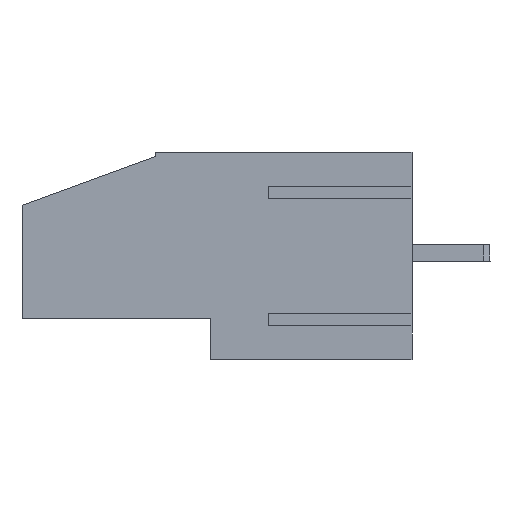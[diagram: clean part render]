
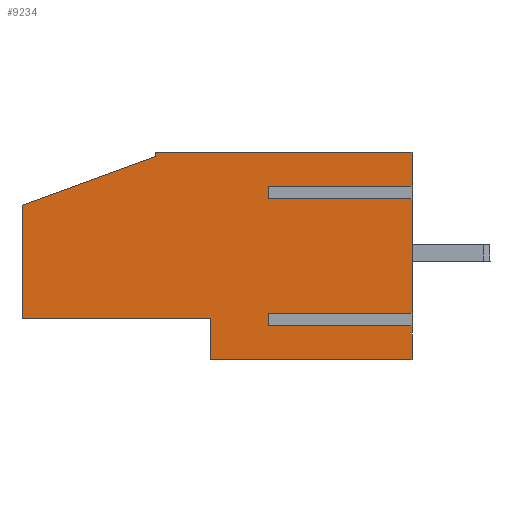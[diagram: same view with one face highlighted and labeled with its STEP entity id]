
A CAD part, left-side view. The second image highlights one B-rep face of the part: STEP entity #9234.
In plain terms, the highlighted planar face has unit normal (-1, 0, 0).
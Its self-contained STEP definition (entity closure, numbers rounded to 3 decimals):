
#36 = VERTEX_POINT ( 'NONE', #5627 ) ;
#135 = ORIENTED_EDGE ( 'NONE', *, *, #295, .F. ) ;
#170 = CARTESIAN_POINT ( 'NONE',  ( -5.08, 0., 3.25 ) ) ;
#173 = DIRECTION ( 'NONE',  ( 1., 0., 0. ) ) ;
#295 = EDGE_CURVE ( 'NONE', #5770, #1613, #810, .T. ) ;
#301 = VERTEX_POINT ( 'NONE', #7418 ) ;
#348 = FACE_OUTER_BOUND ( 'NONE', #409, .T. ) ;
#357 = VERTEX_POINT ( 'NONE', #6801 ) ;
#409 = EDGE_LOOP ( 'NONE', ( #1241, #9003, #7551, #435, #9516, #8713, #4893, #5095, #1544, #5402, #135, #6539, #8001, #7235, #8717, #3257 ) ) ;
#435 = ORIENTED_EDGE ( 'NONE', *, *, #3364, .F. ) ;
#470 = VECTOR ( 'NONE', #2826, 1000. ) ;
#640 = DIRECTION ( 'NONE',  ( 0., 1., 0. ) ) ;
#737 = EDGE_CURVE ( 'NONE', #4579, #2893, #5529, .T. ) ;
#798 = LINE ( 'NONE', #3028, #6445 ) ;
#810 = LINE ( 'NONE', #1506, #8326 ) ;
#855 = CARTESIAN_POINT ( 'NONE',  ( -5.08, 6.8, -2.95 ) ) ;
#1241 = ORIENTED_EDGE ( 'NONE', *, *, #9070, .T. ) ;
#1275 = LINE ( 'NONE', #855, #6918 ) ;
#1295 = DIRECTION ( 'NONE',  ( 0., 0., -1. ) ) ;
#1358 = LINE ( 'NONE', #6831, #7584 ) ;
#1506 = CARTESIAN_POINT ( 'NONE',  ( -5.08, 0., 4.4 ) ) ;
#1544 = ORIENTED_EDGE ( 'NONE', *, *, #1958, .F. ) ;
#1613 = VERTEX_POINT ( 'NONE', #3098 ) ;
#1731 = CARTESIAN_POINT ( 'NONE',  ( -5.08, 9.8, 4.4 ) ) ;
#1743 = LINE ( 'NONE', #5172, #8703 ) ;
#1759 = DIRECTION ( 'NONE',  ( 0., 0., 1. ) ) ;
#1777 = VECTOR ( 'NONE', #1295, 1000. ) ;
#1795 = CARTESIAN_POINT ( 'NONE',  ( -5.08, 0., -5.2 ) ) ;
#1958 = EDGE_CURVE ( 'NONE', #2048, #8059, #7908, .T. ) ;
#1968 = VERTEX_POINT ( 'NONE', #6383 ) ;
#1989 = VECTOR ( 'NONE', #6117, 1000. ) ;
#2048 = VERTEX_POINT ( 'NONE', #2244 ) ;
#2165 = PLANE ( 'NONE',  #8715 ) ;
#2244 = CARTESIAN_POINT ( 'NONE',  ( -5.08, 7., -2.95 ) ) ;
#2272 = DIRECTION ( 'NONE',  ( 0., -1., 0. ) ) ;
#2282 = DIRECTION ( 'NONE',  ( 0., 1., 0. ) ) ;
#2292 = CARTESIAN_POINT ( 'NONE',  ( -5.08, 0., 2.65 ) ) ;
#2600 = CARTESIAN_POINT ( 'NONE',  ( -5.08, 12.5, 4.9 ) ) ;
#2662 = LINE ( 'NONE', #2600, #470 ) ;
#2783 = LINE ( 'NONE', #5776, #8811 ) ;
#2826 = DIRECTION ( 'NONE',  ( 0., 0., -1. ) ) ;
#2862 = VECTOR ( 'NONE', #2282, 1000. ) ;
#2875 = EDGE_CURVE ( 'NONE', #9388, #1968, #4774, .T. ) ;
#2893 = VERTEX_POINT ( 'NONE', #7300 ) ;
#2971 = CARTESIAN_POINT ( 'NONE',  ( -5.08, 6.8, 3.25 ) ) ;
#3028 = CARTESIAN_POINT ( 'NONE',  ( -5.08, 7., 4.4 ) ) ;
#3098 = CARTESIAN_POINT ( 'NONE',  ( -5.08, 0., -2.95 ) ) ;
#3257 = ORIENTED_EDGE ( 'NONE', *, *, #3706, .F. ) ;
#3289 = CARTESIAN_POINT ( 'NONE',  ( -5.08, 6.8, 4.9 ) ) ;
#3331 = VECTOR ( 'NONE', #4066, 1000. ) ;
#3364 = EDGE_CURVE ( 'NONE', #8256, #357, #2783, .T. ) ;
#3369 = CARTESIAN_POINT ( 'NONE',  ( -5.08, 7., -3.55 ) ) ;
#3657 = LINE ( 'NONE', #3289, #3331 ) ;
#3706 = EDGE_CURVE ( 'NONE', #8184, #2893, #3657, .T. ) ;
#3858 = CARTESIAN_POINT ( 'NONE',  ( -5.08, 6.8, -3.55 ) ) ;
#3872 = CARTESIAN_POINT ( 'NONE',  ( -5.08, 0., -3.55 ) ) ;
#3905 = DIRECTION ( 'NONE',  ( 0., -1., 0. ) ) ;
#4066 = DIRECTION ( 'NONE',  ( 0., -1., 0. ) ) ;
#4138 = CARTESIAN_POINT ( 'NONE',  ( -5.08, 0., 4.9 ) ) ;
#4146 = LINE ( 'NONE', #2971, #2862 ) ;
#4304 = CARTESIAN_POINT ( 'NONE',  ( -5.08, 7., 4.4 ) ) ;
#4579 = VERTEX_POINT ( 'NONE', #170 ) ;
#4774 = LINE ( 'NONE', #9616, #6732 ) ;
#4893 = ORIENTED_EDGE ( 'NONE', *, *, #8479, .T. ) ;
#5037 = LINE ( 'NONE', #9519, #7693 ) ;
#5044 = DIRECTION ( 'NONE',  ( 0., 1., 0. ) ) ;
#5063 = DIRECTION ( 'NONE',  ( 0., 0., 1. ) ) ;
#5095 = ORIENTED_EDGE ( 'NONE', *, *, #6976, .F. ) ;
#5172 = CARTESIAN_POINT ( 'NONE',  ( -5.08, 6.8, -5.2 ) ) ;
#5303 = CARTESIAN_POINT ( 'NONE',  ( -5.08, 12.5, 4.9 ) ) ;
#5402 = ORIENTED_EDGE ( 'NONE', *, *, #9385, .F. ) ;
#5484 = VERTEX_POINT ( 'NONE', #6238 ) ;
#5529 = LINE ( 'NONE', #6143, #9495 ) ;
#5627 = CARTESIAN_POINT ( 'NONE',  ( -5.08, 7., 3.25 ) ) ;
#5770 = VERTEX_POINT ( 'NONE', #2292 ) ;
#5776 = CARTESIAN_POINT ( 'NONE',  ( -5.08, 19., -3.202 ) ) ;
#5801 = LINE ( 'NONE', #4138, #6839 ) ;
#5948 = CARTESIAN_POINT ( 'NONE',  ( -5.08, 12.5, 4.7 ) ) ;
#5979 = DIRECTION ( 'NONE',  ( 0., 1., 0. ) ) ;
#5992 = DIRECTION ( 'NONE',  ( 0., 0., -1. ) ) ;
#6025 = CARTESIAN_POINT ( 'NONE',  ( -5.08, 9.8, -3.202 ) ) ;
#6117 = DIRECTION ( 'NONE',  ( 0., 0., 1. ) ) ;
#6143 = CARTESIAN_POINT ( 'NONE',  ( -5.08, 0., 4.9 ) ) ;
#6238 = CARTESIAN_POINT ( 'NONE',  ( -5.08, 7., 2.65 ) ) ;
#6383 = CARTESIAN_POINT ( 'NONE',  ( -5.08, 19., 2.322 ) ) ;
#6427 = EDGE_CURVE ( 'NONE', #36, #5484, #798, .T. ) ;
#6445 = VECTOR ( 'NONE', #8238, 1000. ) ;
#6471 = EDGE_CURVE ( 'NONE', #4579, #36, #4146, .T. ) ;
#6507 = VERTEX_POINT ( 'NONE', #3872 ) ;
#6539 = ORIENTED_EDGE ( 'NONE', *, *, #6599, .F. ) ;
#6599 = EDGE_CURVE ( 'NONE', #5484, #5770, #1358, .T. ) ;
#6697 = DIRECTION ( 'NONE',  ( 0., 0., -1. ) ) ;
#6727 = CARTESIAN_POINT ( 'NONE',  ( -5.08, 6.8, 4.4 ) ) ;
#6732 = VECTOR ( 'NONE', #8115, 1000. ) ;
#6801 = CARTESIAN_POINT ( 'NONE',  ( -5.08, 19., -3.202 ) ) ;
#6831 = CARTESIAN_POINT ( 'NONE',  ( -5.08, 6.8, 2.65 ) ) ;
#6839 = VECTOR ( 'NONE', #6933, 1000. ) ;
#6918 = VECTOR ( 'NONE', #5979, 1000. ) ;
#6933 = DIRECTION ( 'NONE',  ( 0., 0., 1. ) ) ;
#6976 = EDGE_CURVE ( 'NONE', #8059, #6507, #7132, .T. ) ;
#7132 = LINE ( 'NONE', #3858, #9138 ) ;
#7235 = ORIENTED_EDGE ( 'NONE', *, *, #6471, .F. ) ;
#7300 = CARTESIAN_POINT ( 'NONE',  ( -5.08, 0., 4.9 ) ) ;
#7409 = EDGE_CURVE ( 'NONE', #357, #1968, #5037, .T. ) ;
#7418 = CARTESIAN_POINT ( 'NONE',  ( -5.08, 9.8, -5.2 ) ) ;
#7551 = ORIENTED_EDGE ( 'NONE', *, *, #7409, .F. ) ;
#7584 = VECTOR ( 'NONE', #3905, 1000. ) ;
#7693 = VECTOR ( 'NONE', #5063, 1000. ) ;
#7908 = LINE ( 'NONE', #4304, #1777 ) ;
#8001 = ORIENTED_EDGE ( 'NONE', *, *, #6427, .F. ) ;
#8059 = VERTEX_POINT ( 'NONE', #3369 ) ;
#8115 = DIRECTION ( 'NONE',  ( 0., 0.939, -0.344 ) ) ;
#8184 = VERTEX_POINT ( 'NONE', #5303 ) ;
#8238 = DIRECTION ( 'NONE',  ( 0., 0., -1. ) ) ;
#8256 = VERTEX_POINT ( 'NONE', #6025 ) ;
#8326 = VECTOR ( 'NONE', #5992, 1000. ) ;
#8374 = EDGE_CURVE ( 'NONE', #301, #8256, #9556, .T. ) ;
#8479 = EDGE_CURVE ( 'NONE', #9529, #6507, #5801, .T. ) ;
#8703 = VECTOR ( 'NONE', #640, 1000. ) ;
#8713 = ORIENTED_EDGE ( 'NONE', *, *, #8747, .F. ) ;
#8715 = AXIS2_PLACEMENT_3D ( 'NONE', #6727, #173, #6697 ) ;
#8717 = ORIENTED_EDGE ( 'NONE', *, *, #737, .T. ) ;
#8747 = EDGE_CURVE ( 'NONE', #9529, #301, #1743, .T. ) ;
#8811 = VECTOR ( 'NONE', #5044, 1000. ) ;
#9003 = ORIENTED_EDGE ( 'NONE', *, *, #2875, .T. ) ;
#9070 = EDGE_CURVE ( 'NONE', #8184, #9388, #2662, .T. ) ;
#9138 = VECTOR ( 'NONE', #2272, 1000. ) ;
#9234 = ADVANCED_FACE ( 'NONE', ( #348 ), #2165, .F. ) ;
#9385 = EDGE_CURVE ( 'NONE', #1613, #2048, #1275, .T. ) ;
#9388 = VERTEX_POINT ( 'NONE', #5948 ) ;
#9495 = VECTOR ( 'NONE', #1759, 1000. ) ;
#9516 = ORIENTED_EDGE ( 'NONE', *, *, #8374, .F. ) ;
#9519 = CARTESIAN_POINT ( 'NONE',  ( -5.08, 19., 2.322 ) ) ;
#9529 = VERTEX_POINT ( 'NONE', #1795 ) ;
#9556 = LINE ( 'NONE', #1731, #1989 ) ;
#9616 = CARTESIAN_POINT ( 'NONE',  ( -5.08, 19., 2.322 ) ) ;
